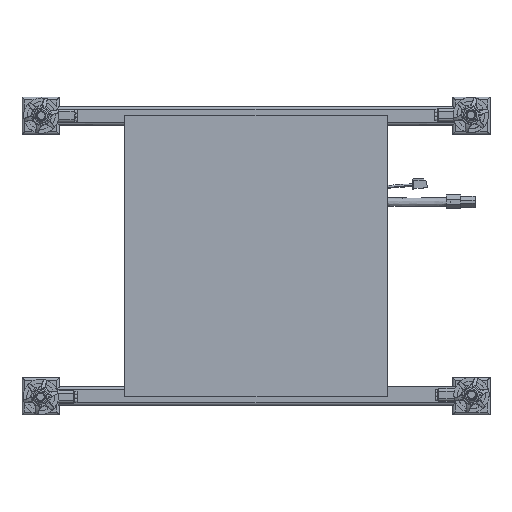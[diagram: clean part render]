
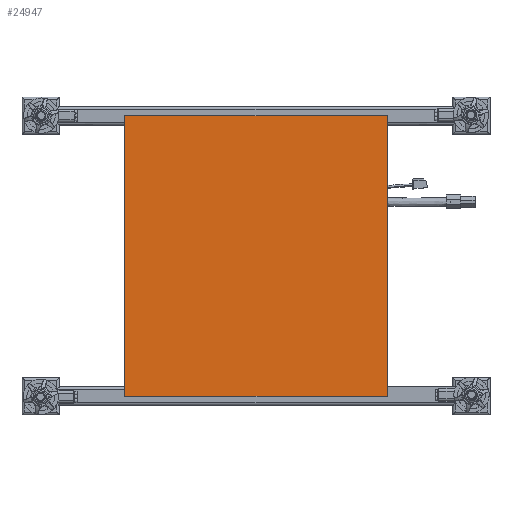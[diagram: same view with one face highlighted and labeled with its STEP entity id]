
A CAD part, top view. The second image highlights one B-rep face of the part: STEP entity #24947.
In plain terms, the highlighted planar face has unit normal (0, 0, 1).
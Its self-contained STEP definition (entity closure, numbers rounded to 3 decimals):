
#2394=PLANE('',#26716);
#3940=FACE_OUTER_BOUND('',#5398,.T.);
#5398=EDGE_LOOP('',(#23538,#23539,#23540,#23541));
#7713=LINE('',#68277,#10217);
#7902=LINE('',#68847,#10406);
#7904=LINE('',#68851,#10408);
#7905=LINE('',#68852,#10409);
#10217=VECTOR('',#31988,10.);
#10406=VECTOR('',#32589,10.);
#10408=VECTOR('',#32593,10.);
#10409=VECTOR('',#32594,10.);
#12930=VERTEX_POINT('',#68274);
#12931=VERTEX_POINT('',#68276);
#13106=VERTEX_POINT('',#68846);
#13107=VERTEX_POINT('',#68850);
#16307=EDGE_CURVE('',#12931,#12930,#7713,.T.);
#16594=EDGE_CURVE('',#13106,#12931,#7902,.T.);
#16596=EDGE_CURVE('',#12930,#13107,#7904,.T.);
#16597=EDGE_CURVE('',#13107,#13106,#7905,.T.);
#23538=ORIENTED_EDGE('',*,*,#16594,.T.);
#23539=ORIENTED_EDGE('',*,*,#16307,.T.);
#23540=ORIENTED_EDGE('',*,*,#16596,.T.);
#23541=ORIENTED_EDGE('',*,*,#16597,.T.);
#24947=ADVANCED_FACE('',(#3940),#2394,.T.);
#26716=AXIS2_PLACEMENT_3D('',#68849,#32591,#32592);
#31988=DIRECTION('',(0.,-1.,0.));
#32589=DIRECTION('',(-1.,0.,0.));
#32591=DIRECTION('center_axis',(0.,0.,1.));
#32592=DIRECTION('ref_axis',(1.,0.,0.));
#32593=DIRECTION('',(1.,0.,0.));
#32594=DIRECTION('',(0.,1.,0.));
#68274=CARTESIAN_POINT('',(-70.,-75.,100.));
#68276=CARTESIAN_POINT('',(-70.,75.,100.));
#68277=CARTESIAN_POINT('',(-70.,75.,100.));
#68846=CARTESIAN_POINT('',(70.,75.,100.));
#68847=CARTESIAN_POINT('',(-35.,75.,100.));
#68849=CARTESIAN_POINT('Origin',(0.,0.,
100.));
#68850=CARTESIAN_POINT('',(70.,-75.,100.));
#68851=CARTESIAN_POINT('',(-70.,-75.,100.));
#68852=CARTESIAN_POINT('',(70.,-75.,100.));
